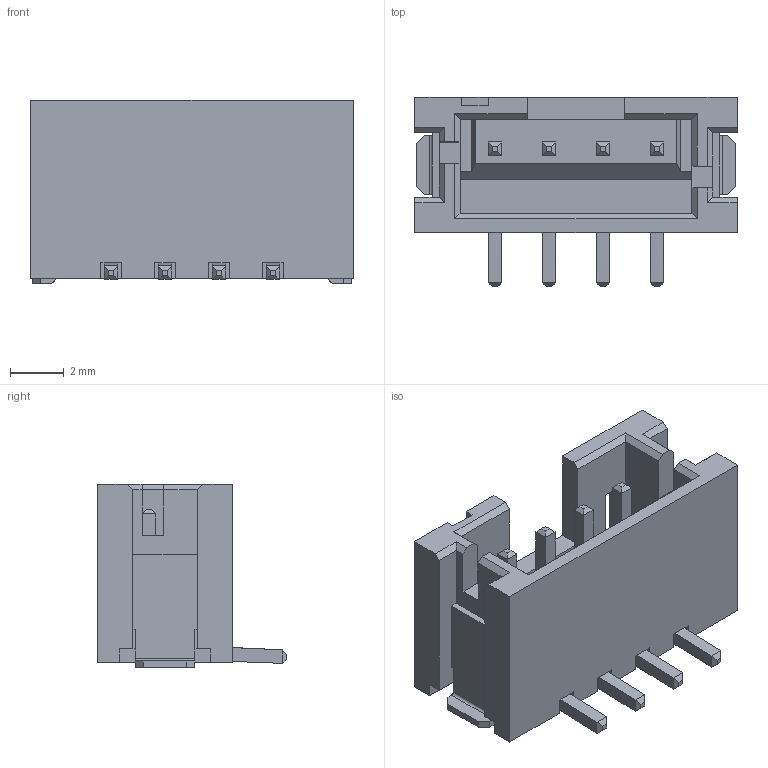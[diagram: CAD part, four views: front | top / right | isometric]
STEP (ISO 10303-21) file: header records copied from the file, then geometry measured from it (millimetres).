
FILE_DESCRIPTION (( 'STEP AP214' ), '1' );
FILE_NAME ('B4B-PH-SM4-TB(LF)(SN).STEP', '2021-05-27T11:21:45', ( '' ), ( '' ), 'SwSTEP 2.0', 'SolidWorks 2018', '' );
FILE_SCHEMA (( 'AUTOMOTIVE_DESIGN' ));
Length unit declared in the file: millimetre
Products named in the file (1): B4B-PH-SM4-TB(LF)(SN)
Bounding box: 11.95 x 7 x 6.8 mm (x, y, z)
Volume: 196.5 mm3; surface area: 553.8 mm2
Topology: 1 solids, 1 shells, 219 faces, 615 edges, 402 vertices
Faces by surface type: plane 195, cylinder 16, bspline 8
Entity records: 9470 total; most frequent: CARTESIAN_POINT 1501, ORIENTED_EDGE 1230, DIRECTION 1039, EDGE_CURVE 615, VECTOR 551, LINE 551, VERTEX_POINT 402, AXIS2_PLACEMENT_3D 244
